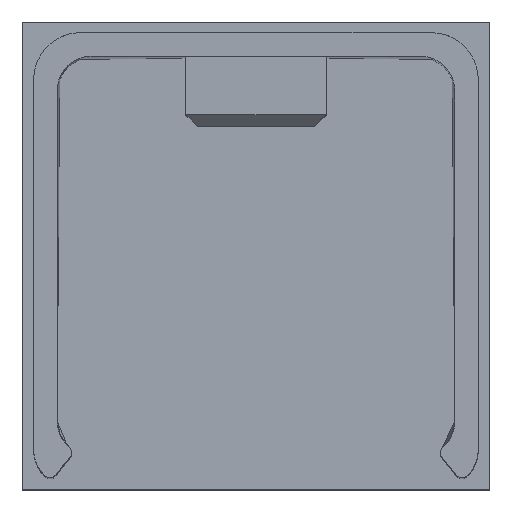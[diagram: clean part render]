
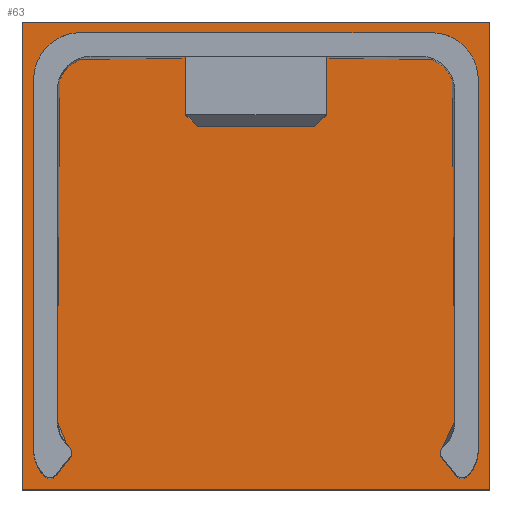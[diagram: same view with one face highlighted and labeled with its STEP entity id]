
A CAD part, top view. The second image highlights one B-rep face of the part: STEP entity #63.
In plain terms, the highlighted planar face has unit normal (0, 0, 1).
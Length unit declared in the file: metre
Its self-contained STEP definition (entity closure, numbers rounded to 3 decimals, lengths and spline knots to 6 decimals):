
#63=ADVANCED_FACE('',(#133,#134),#135,.F.);
#133=FACE_OUTER_BOUND('',#207,.T.);
#134=FACE_BOUND('',#208,.T.);
#135=PLANE('',#209);
#207=EDGE_LOOP('',(#405,#406,#407,#408));
#208=EDGE_LOOP('',(#409));
#209=AXIS2_PLACEMENT_3D('',#410,#411,#412);
#405=ORIENTED_EDGE('',*,*,#516,.T.);
#406=ORIENTED_EDGE('',*,*,#512,.T.);
#407=ORIENTED_EDGE('',*,*,#504,.T.);
#408=ORIENTED_EDGE('',*,*,#509,.T.);
#409=ORIENTED_EDGE('',*,*,#481,.T.);
#410=CARTESIAN_POINT('',(-0.01,0.,0.0));
#411=DIRECTION('',(0.0,0.0,-1.0));
#412=DIRECTION('',(-1.0,0.0,0.0));
#481=EDGE_CURVE('',#544,#544,#545,.T.);
#504=EDGE_CURVE('',#581,#579,#582,.T.);
#509=EDGE_CURVE('',#579,#587,#589,.T.);
#512=EDGE_CURVE('',#593,#581,#594,.T.);
#516=EDGE_CURVE('',#587,#593,#598,.T.);
#544=VERTEX_POINT('',#671);
#545=(B_SPLINE_CURVE(3,(#673,#674,#675,#676,#677,#678,#679,#680,#681,#682,#683,#684,#685,#686,#687,#688,#689,#690,#691,#692,#693,#694,#695,#696,#697,#698,#699,#700,#701,#702,#703,#704,#705,#706,#707,#708,#709,#710,#711,#712,#713,#714,#715,#716,#717,#718,#719,#720,#721,#722,#723,#724,#725,#726,#727,#728,#729,#730,#731,#732,#733,#734,#735,#736,#737,#738,#739,#740,#741,#742,#743,#744,#745,#746,#747,#748,#749,#750,#751),.UNSPECIFIED.,.T.,.F.)B_SPLINE_CURVE_WITH_KNOTS((4,3,3,3,3,3,3,3,3,3,3,3,3,3,3,3,3,3,3,3,3,3,3,3,3,3,4),(0.0,0.031815,0.175191,0.186395,0.18672,0.191829,0.200761,0.20521,0.20601,0.217214,0.344886,0.368747,0.43211,0.495474,0.519335,0.647007,0.658211,0.659011,0.66346,0.672392,0.677501,0.677826,0.68903,0.832406,0.864221,0.93211,1.0),.UNSPECIFIED.)RATIONAL_B_SPLINE_CURVE((1.0,0.805,0.805,1.0,1.0,1.0,1.0,0.947,0.947,1.0,1.0,1.0,1.0,0.784,0.784,1.0,1.0,1.0,1.0,0.825,0.825,1.0,1.0,1.0,1.0,0.947,0.947,1.0,1.0,1.0,1.0,0.805,0.805,1.0,1.0,1.0,1.0,1.0,1.0,1.0,0.805,0.805,1.0,1.0,1.0,1.0,0.947,0.947,1.0,1.0,1.0,1.0,0.825,0.825,1.0,1.0,1.0,1.0,0.784,0.784,1.0,1.0,1.0,1.0,0.947,0.947,1.0,1.0,1.0,1.0,0.805,0.805,1.0,1.0,1.0,1.0,1.0,1.0,1.0))BOUNDED_CURVE()REPRESENTATION_ITEM('')GEOMETRIC_REPRESENTATION_ITEM()CURVE());
#579=VERTEX_POINT('',#889);
#581=VERTEX_POINT('',#892);
#582=LINE('',#893,#894);
#587=VERTEX_POINT('',#901);
#589=LINE('',#904,#905);
#593=VERTEX_POINT('',#910);
#594=LINE('',#911,#912);
#598=LINE('',#918,#919);
#671=CARTESIAN_POINT('',(0.0075,0.0095,0.0));
#673=CARTESIAN_POINT('',(0.0075,0.0095,0.0));
#674=CARTESIAN_POINT('',(0.008672,0.0095,0.0));
#675=CARTESIAN_POINT('',(0.0095,0.008672,0.0));
#676=CARTESIAN_POINT('',(0.0095,0.0075,0.0));
#677=CARTESIAN_POINT('',(0.0095,0.00222,0.0));
#678=CARTESIAN_POINT('',(0.0095,-0.003059,0.0));
#679=CARTESIAN_POINT('',(0.0095,-0.008339,0.0));
#680=CARTESIAN_POINT('',(0.0095,-0.008752,0.0));
#681=CARTESIAN_POINT('',(0.009339,-0.009132,0.0));
#682=CARTESIAN_POINT('',(0.009042,-0.009418,0.0));
#683=CARTESIAN_POINT('',(0.009033,-0.009427,0.0));
#684=CARTESIAN_POINT('',(0.009025,-0.009435,0.0));
#685=CARTESIAN_POINT('',(0.009016,-0.009443,0.0));
#686=CARTESIAN_POINT('',(0.008881,-0.009574,0.0));
#687=CARTESIAN_POINT('',(0.008693,-0.009562,0.0));
#688=CARTESIAN_POINT('',(0.008575,-0.009416,0.0));
#689=CARTESIAN_POINT('',(0.008368,-0.009161,0.0));
#690=CARTESIAN_POINT('',(0.008161,-0.008905,0.0));
#691=CARTESIAN_POINT('',(0.007954,-0.008649,0.0));
#692=CARTESIAN_POINT('',(0.007851,-0.008522,0.0));
#693=CARTESIAN_POINT('',(0.007861,-0.008359,0.0));
#694=CARTESIAN_POINT('',(0.007978,-0.008245,0.0));
#695=CARTESIAN_POINT('',(0.008,-0.008224,0.0));
#696=CARTESIAN_POINT('',(0.008021,-0.008204,0.0));
#697=CARTESIAN_POINT('',(0.008042,-0.008183,0.0));
#698=CARTESIAN_POINT('',(0.008339,-0.007897,0.0));
#699=CARTESIAN_POINT('',(0.0085,-0.007517,0.0));
#700=CARTESIAN_POINT('',(0.0085,-0.007104,0.0));
#701=CARTESIAN_POINT('',(0.0085,-0.002403,0.0));
#702=CARTESIAN_POINT('',(0.0085,0.002299,0.0));
#703=CARTESIAN_POINT('',(0.0085,0.007,0.0));
#704=CARTESIAN_POINT('',(0.0085,0.007879,0.0));
#705=CARTESIAN_POINT('',(0.007879,0.0085,0.0));
#706=CARTESIAN_POINT('',(0.007,0.0085,0.0));
#707=CARTESIAN_POINT('',(0.004667,0.0085,0.0));
#708=CARTESIAN_POINT('',(0.002333,0.0085,0.0));
#709=CARTESIAN_POINT('',(0.0,0.0085,0.0));
#710=CARTESIAN_POINT('',(-0.002333,0.0085,0.0));
#711=CARTESIAN_POINT('',(-0.004667,0.0085,0.0));
#712=CARTESIAN_POINT('',(-0.007,0.0085,0.0));
#713=CARTESIAN_POINT('',(-0.007879,0.0085,0.0));
#714=CARTESIAN_POINT('',(-0.0085,0.007879,0.0));
#715=CARTESIAN_POINT('',(-0.0085,0.007,0.0));
#716=CARTESIAN_POINT('',(-0.0085,0.002299,0.0));
#717=CARTESIAN_POINT('',(-0.0085,-0.002403,0.0));
#718=CARTESIAN_POINT('',(-0.0085,-0.007104,0.0));
#719=CARTESIAN_POINT('',(-0.0085,-0.007517,0.0));
#720=CARTESIAN_POINT('',(-0.008339,-0.007897,0.0));
#721=CARTESIAN_POINT('',(-0.008042,-0.008183,0.0));
#722=CARTESIAN_POINT('',(-0.008021,-0.008204,0.0));
#723=CARTESIAN_POINT('',(-0.008,-0.008224,0.0));
#724=CARTESIAN_POINT('',(-0.007978,-0.008245,0.0));
#725=CARTESIAN_POINT('',(-0.007861,-0.008359,0.0));
#726=CARTESIAN_POINT('',(-0.007851,-0.008522,0.0));
#727=CARTESIAN_POINT('',(-0.007954,-0.008649,0.0));
#728=CARTESIAN_POINT('',(-0.008161,-0.008905,0.0));
#729=CARTESIAN_POINT('',(-0.008368,-0.009161,0.0));
#730=CARTESIAN_POINT('',(-0.008575,-0.009416,0.0));
#731=CARTESIAN_POINT('',(-0.008693,-0.009562,0.0));
#732=CARTESIAN_POINT('',(-0.008881,-0.009574,0.0));
#733=CARTESIAN_POINT('',(-0.009016,-0.009443,0.0));
#734=CARTESIAN_POINT('',(-0.009025,-0.009435,0.0));
#735=CARTESIAN_POINT('',(-0.009033,-0.009427,0.0));
#736=CARTESIAN_POINT('',(-0.009042,-0.009418,0.0));
#737=CARTESIAN_POINT('',(-0.009339,-0.009132,0.0));
#738=CARTESIAN_POINT('',(-0.0095,-0.008752,0.0));
#739=CARTESIAN_POINT('',(-0.0095,-0.008339,0.0));
#740=CARTESIAN_POINT('',(-0.0095,-0.003059,0.0));
#741=CARTESIAN_POINT('',(-0.0095,0.00222,0.0));
#742=CARTESIAN_POINT('',(-0.0095,0.0075,0.0));
#743=CARTESIAN_POINT('',(-0.0095,0.008672,0.0));
#744=CARTESIAN_POINT('',(-0.008672,0.0095,0.0));
#745=CARTESIAN_POINT('',(-0.0075,0.0095,0.0));
#746=CARTESIAN_POINT('',(-0.005,0.0095,0.0));
#747=CARTESIAN_POINT('',(-0.0025,0.0095,0.0));
#748=CARTESIAN_POINT('',(0.0,0.0095,0.0));
#749=CARTESIAN_POINT('',(0.0025,0.0095,0.0));
#750=CARTESIAN_POINT('',(0.005,0.0095,0.0));
#751=CARTESIAN_POINT('',(0.0075,0.0095,0.0));
#889=CARTESIAN_POINT('',(0.01,0.01,0.0));
#892=CARTESIAN_POINT('',(0.01,-0.01,0.0));
#893=CARTESIAN_POINT('',(0.01,0.,0.0));
#894=VECTOR('',#958,1.0);
#901=CARTESIAN_POINT('',(-0.01,0.01,0.0));
#904=CARTESIAN_POINT('',(0.,0.01,0.0));
#905=VECTOR('',#962,1.0);
#910=CARTESIAN_POINT('',(-0.01,-0.01,0.0));
#911=CARTESIAN_POINT('',(0.,-0.01,0.0));
#912=VECTOR('',#964,1.0);
#918=CARTESIAN_POINT('',(-0.01,0.,0.0));
#919=VECTOR('',#967,1.0);
#958=DIRECTION('',(0.0,1.0,0.0));
#962=DIRECTION('',(-1.0,0.0,0.0));
#964=DIRECTION('',(1.0,0.0,0.0));
#967=DIRECTION('',(0.0,-1.0,0.0));
